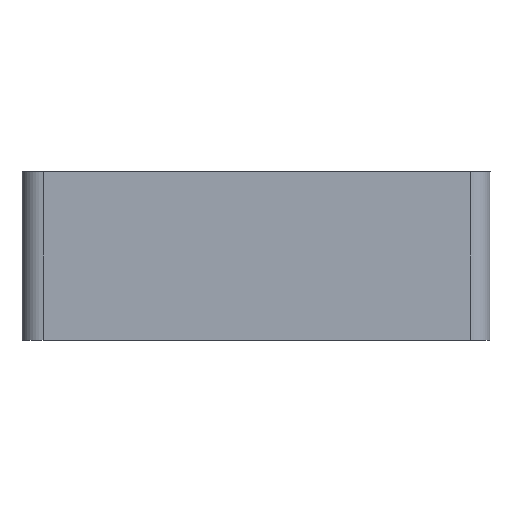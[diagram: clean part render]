
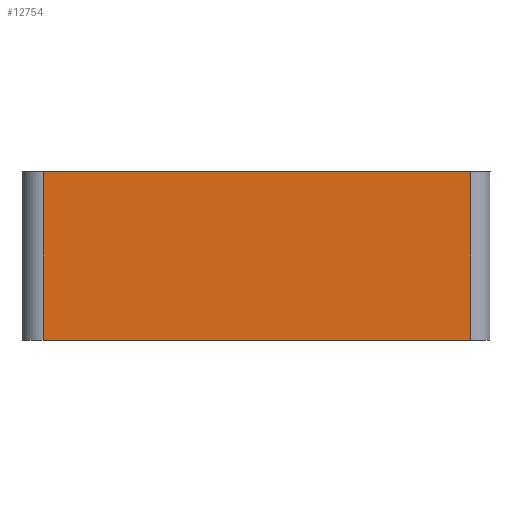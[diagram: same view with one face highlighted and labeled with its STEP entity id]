
A CAD part, left-side view. The second image highlights one B-rep face of the part: STEP entity #12754.
In plain terms, the highlighted planar face has unit normal (-1, 0, 0).
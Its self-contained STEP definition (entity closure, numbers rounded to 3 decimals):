
#403=PLANE('',#13316);
#1041=FACE_OUTER_BOUND('',#1779,.T.);
#1779=EDGE_LOOP('',(#10404,#10405,#10406,#10407));
#3625=LINE('',#28418,#4552);
#3627=LINE('',#28428,#4554);
#3630=LINE('',#28437,#4557);
#3631=LINE('',#28438,#4558);
#4552=VECTOR('',#14809,10.);
#4554=VECTOR('',#14823,10.);
#4557=VECTOR('',#14832,10.);
#4558=VECTOR('',#14833,10.);
#5850=VERTEX_POINT('',#28403);
#5857=VERTEX_POINT('',#28416);
#5859=VERTEX_POINT('',#28425);
#5862=VERTEX_POINT('',#28436);
#7573=EDGE_CURVE('',#5850,#5857,#3625,.T.);
#7576=EDGE_CURVE('',#5850,#5859,#3627,.T.);
#7580=EDGE_CURVE('',#5857,#5862,#3630,.T.);
#7581=EDGE_CURVE('',#5862,#5859,#3631,.T.);
#10404=ORIENTED_EDGE('',*,*,#7576,.F.);
#10405=ORIENTED_EDGE('',*,*,#7573,.T.);
#10406=ORIENTED_EDGE('',*,*,#7580,.T.);
#10407=ORIENTED_EDGE('',*,*,#7581,.T.);
#12754=ADVANCED_FACE('',(#1041),#403,.T.);
#13316=AXIS2_PLACEMENT_3D('',#28435,#14830,#14831);
#14809=DIRECTION('',(0.,-1.,0.));
#14823=DIRECTION('',(0.,0.,1.));
#14830=DIRECTION('center_axis',(-1.,0.,0.));
#14831=DIRECTION('ref_axis',(0.,0.,1.));
#14832=DIRECTION('',(0.,0.,1.));
#14833=DIRECTION('',(0.,1.,0.));
#28403=CARTESIAN_POINT('',(53.5,-47.,-12.05));
#28416=CARTESIAN_POINT('',(53.5,-97.709,-12.05));
#28418=CARTESIAN_POINT('',(53.5,-98.,-12.05));
#28425=CARTESIAN_POINT('',(53.5,-47.,7.95));
#28428=CARTESIAN_POINT('',(53.5,-47.,-12.05));
#28435=CARTESIAN_POINT('Origin',(53.5,-92.,-0.05));
#28436=CARTESIAN_POINT('',(53.5,-97.709,7.95));
#28437=CARTESIAN_POINT('',(53.5,-97.709,-12.05));
#28438=CARTESIAN_POINT('',(53.5,-82.125,7.95));
